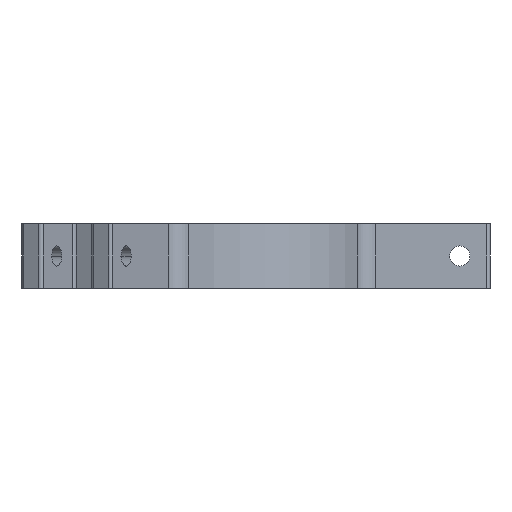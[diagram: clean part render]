
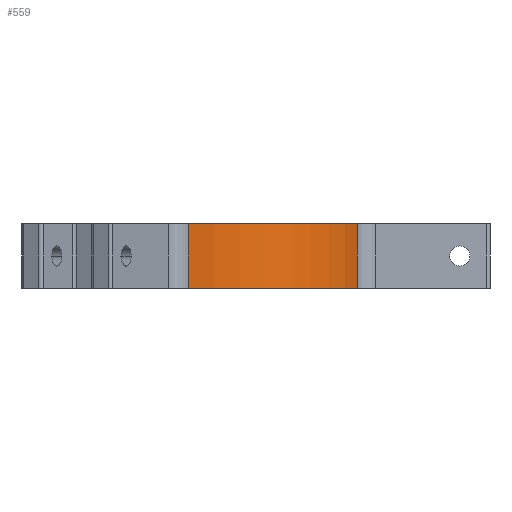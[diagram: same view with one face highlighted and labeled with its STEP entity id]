
A CAD part, front view. The second image highlights one B-rep face of the part: STEP entity #559.
In plain terms, the highlighted cylindrical face has radius 50.8 mm (diameter 101.6 mm), a partial arc.
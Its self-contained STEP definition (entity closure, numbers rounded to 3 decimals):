
#83 = DIRECTION ( 'NONE',  ( 0., 0., 1. ) ) ;
#190 = CARTESIAN_POINT ( 'NONE',  ( -62.43, -50.73, 20.1 ) ) ;
#205 = EDGE_CURVE ( 'NONE', #628, #342, #2256, .T. ) ;
#312 = DIRECTION ( 'NONE',  ( 1., 0., 0. ) ) ;
#342 = VERTEX_POINT ( 'NONE', #910 ) ;
#412 = ORIENTED_EDGE ( 'NONE', *, *, #462, .F. ) ;
#421 = DIRECTION ( 'NONE',  ( 0., 0., -1. ) ) ;
#462 = EDGE_CURVE ( 'NONE', #1592, #2632, #3171, .T. ) ;
#559 = ADVANCED_FACE ( 'NONE', ( #608 ), #2623, .T. ) ;
#608 = FACE_OUTER_BOUND ( 'NONE', #2866, .T. ) ;
#628 = VERTEX_POINT ( 'NONE', #2867 ) ;
#645 = DIRECTION ( 'NONE',  ( -1., 0., 0. ) ) ;
#910 = CARTESIAN_POINT ( 'NONE',  ( -9.838, -20.367, 0. ) ) ;
#911 = EDGE_CURVE ( 'NONE', #2632, #342, #2471, .T. ) ;
#954 = DIRECTION ( 'NONE',  ( 0., 0., -1. ) ) ;
#1374 = CARTESIAN_POINT ( 'NONE',  ( -56.498, -0.278, 20.1 ) ) ;
#1592 = VERTEX_POINT ( 'NONE', #190 ) ;
#1854 = ORIENTED_EDGE ( 'NONE', *, *, #3185, .T. ) ;
#1941 = LINE ( 'NONE', #3190, #2455 ) ;
#1946 = VECTOR ( 'NONE', #954, 1000. ) ;
#1994 = AXIS2_PLACEMENT_3D ( 'NONE', #2027, #83, #3028 ) ;
#2014 = DIRECTION ( 'NONE',  ( 0., 0., 1. ) ) ;
#2027 = CARTESIAN_POINT ( 'NONE',  ( -56.498, -0.278, 20.1 ) ) ;
#2204 = ORIENTED_EDGE ( 'NONE', *, *, #911, .F. ) ;
#2216 = CARTESIAN_POINT ( 'NONE',  ( -9.838, -20.367, 20.1 ) ) ;
#2256 = CIRCLE ( 'NONE', #2691, 50.8 ) ;
#2455 = VECTOR ( 'NONE', #3224, 1000. ) ;
#2471 = LINE ( 'NONE', #2216, #1946 ) ;
#2485 = AXIS2_PLACEMENT_3D ( 'NONE', #1374, #421, #645 ) ;
#2623 = CYLINDRICAL_SURFACE ( 'NONE', #2485, 50.8 ) ;
#2632 = VERTEX_POINT ( 'NONE', #2716 ) ;
#2691 = AXIS2_PLACEMENT_3D ( 'NONE', #3047, #2014, #312 ) ;
#2716 = CARTESIAN_POINT ( 'NONE',  ( -9.838, -20.367, 20.1 ) ) ;
#2866 = EDGE_LOOP ( 'NONE', ( #3165, #2204, #412, #1854 ) ) ;
#2867 = CARTESIAN_POINT ( 'NONE',  ( -62.43, -50.73, 0. ) ) ;
#3028 = DIRECTION ( 'NONE',  ( 1., 0., 0. ) ) ;
#3047 = CARTESIAN_POINT ( 'NONE',  ( -56.498, -0.278, 0. ) ) ;
#3165 = ORIENTED_EDGE ( 'NONE', *, *, #205, .T. ) ;
#3171 = CIRCLE ( 'NONE', #1994, 50.8 ) ;
#3185 = EDGE_CURVE ( 'NONE', #1592, #628, #1941, .T. ) ;
#3190 = CARTESIAN_POINT ( 'NONE',  ( -62.43, -50.73, 20.1 ) ) ;
#3224 = DIRECTION ( 'NONE',  ( 0., 0., -1. ) ) ;
